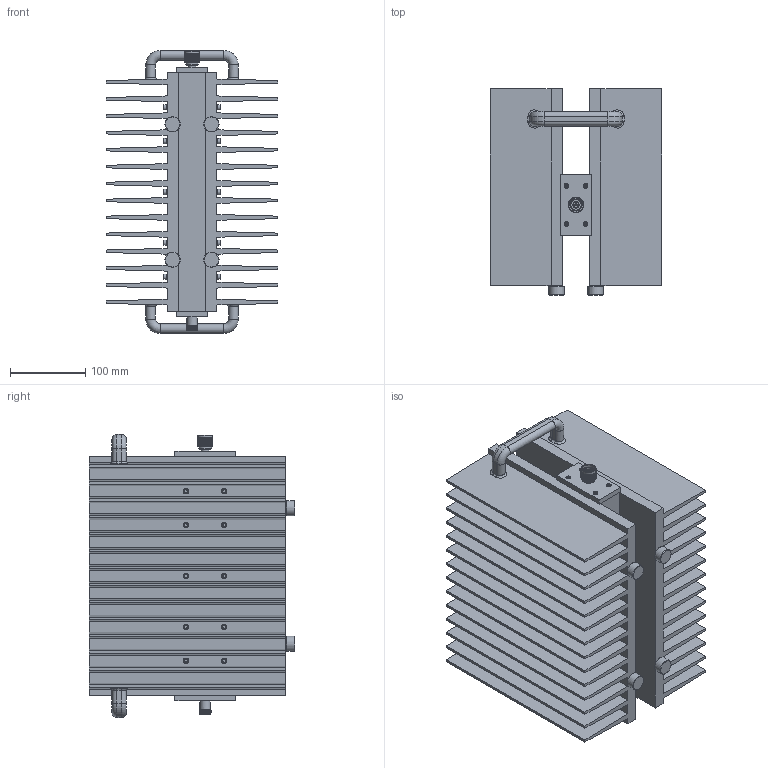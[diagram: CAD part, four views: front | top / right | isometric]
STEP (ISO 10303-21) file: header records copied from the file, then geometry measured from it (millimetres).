
FILE_DESCRIPTION (( 'STEP AP203' ), '1' );
FILE_NAME ('SA3N1000-XX_3D.step', '2021-10-04T18:37:05', ( '' ), ( '' ), 'SwSTEP 2.0', 'SolidWorks 2021', '' );
FILE_SCHEMA (( 'CONFIG_CONTROL_DESIGN' ));
Products named in the file (1): SA3N1000-XX_3D
Bounding box: 227.33 x 273.56 x 375.92 mm (x, y, z)
Volume: 6756939.7 mm3; surface area: 1546617.5 mm2
Topology: 1 solids, 1 shells, 3136 faces, 6849 edges, 3808 vertices
Faces by surface type: bspline 1799, cylinder 548, plane 519, cone 262, torus 8
Full cylindrical faces by diameter (mm): 1.524 x2, 2.54 x1, 2.794 x1, 6.35 x8, 6.985 x2, 7.132 x20, 8.255 x1, 10.16 x1, 12.7 x4, 13.716 x2, 15.875 x5, 17.175 x1, 19.715 x2, 20.32 x4
Entity records: 117330 total; most frequent: CARTESIAN_POINT 69849, ORIENTED_EDGE 13408, EDGE_CURVE 6704, DIRECTION 5038, VERTEX_POINT 3786, EDGE_LOOP 3346, FACE_OUTER_BOUND 3182, ADVANCED_FACE 3131
